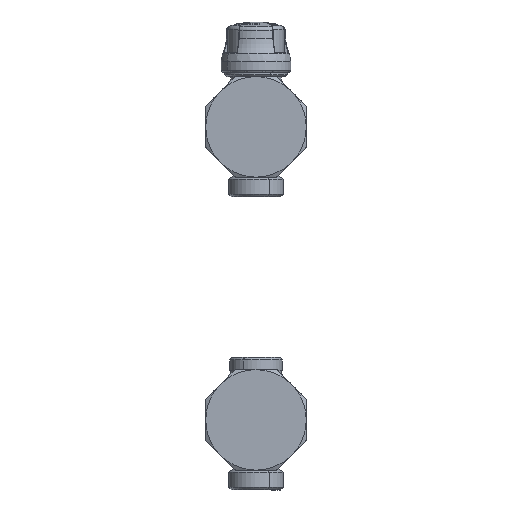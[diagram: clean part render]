
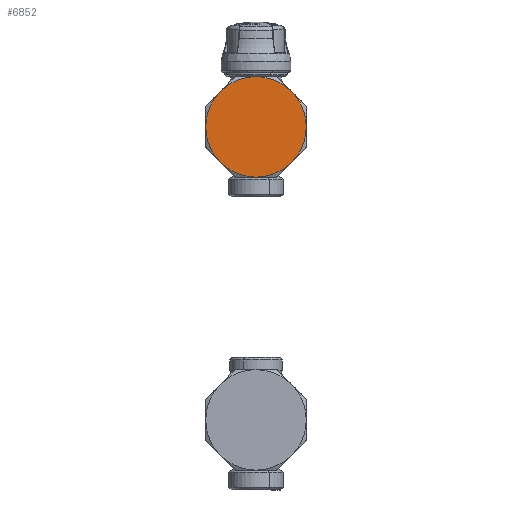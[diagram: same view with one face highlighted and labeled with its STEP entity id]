
A CAD part, front view. The second image highlights one B-rep face of the part: STEP entity #6852.
In plain terms, the highlighted planar face has unit normal (0, -1, 0).
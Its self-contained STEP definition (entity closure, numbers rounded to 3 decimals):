
#2401=CARTESIAN_POINT('Axis2P3D Location',(0.,-209.376,119.866)) ;
#2405=CARTESIAN_POINT('Vertex',(-24.,-209.376,119.866)) ;
#2407=CARTESIAN_POINT('Vertex',(-16.971,-209.376,102.896)) ;
#2474=CARTESIAN_POINT('Axis2P3D Location',(0.,-209.376,119.866)) ;
#2478=CARTESIAN_POINT('Vertex',(-11.506,-209.376,140.928)) ;
#2480=CARTESIAN_POINT('Vertex',(-16.971,-209.376,136.837)) ;
#2502=CARTESIAN_POINT('Axis2P3D Location',(0.,-209.376,119.866)) ;
#2528=CARTESIAN_POINT('Axis2P3D Location',(0.,-209.376,119.866)) ;
#2532=CARTESIAN_POINT('Vertex',(0.,-209.376,95.866)) ;
#2648=CARTESIAN_POINT('Vertex',(11.506,-209.376,98.804)) ;
#2651=CARTESIAN_POINT('Axis2P3D Location',(0.,-209.376,119.866)) ;
#2677=CARTESIAN_POINT('Axis2P3D Location',(0.,-209.376,119.866)) ;
#2681=CARTESIAN_POINT('Vertex',(16.971,-209.376,102.896)) ;
#2782=CARTESIAN_POINT('Axis2P3D Location',(0.,-209.376,119.866)) ;
#2786=CARTESIAN_POINT('Vertex',(24.,-209.376,119.866)) ;
#2810=CARTESIAN_POINT('Axis2P3D Location',(0.,-209.376,119.866)) ;
#2814=CARTESIAN_POINT('Vertex',(16.971,-209.376,136.837)) ;
#2924=CARTESIAN_POINT('Axis2P3D Location',(0.,-209.376,119.866)) ;
#2928=CARTESIAN_POINT('Vertex',(0.,-209.376,143.866)) ;
#2952=CARTESIAN_POINT('Axis2P3D Location',(0.,-209.376,119.866)) ;
#6835=CARTESIAN_POINT('Axis2P3D Location',(0.,-209.376,95.866)) ;
#2402=DIRECTION('Axis2P3D Direction',(-0.,1.,0.)) ;
#2475=DIRECTION('Axis2P3D Direction',(-0.,1.,0.)) ;
#2503=DIRECTION('Axis2P3D Direction',(-0.,1.,0.)) ;
#2529=DIRECTION('Axis2P3D Direction',(-0.,1.,0.)) ;
#2652=DIRECTION('Axis2P3D Direction',(-0.,1.,0.)) ;
#2678=DIRECTION('Axis2P3D Direction',(-0.,1.,0.)) ;
#2783=DIRECTION('Axis2P3D Direction',(-0.,1.,0.)) ;
#2811=DIRECTION('Axis2P3D Direction',(-0.,1.,0.)) ;
#2925=DIRECTION('Axis2P3D Direction',(-0.,1.,0.)) ;
#2953=DIRECTION('Axis2P3D Direction',(-0.,1.,0.)) ;
#6836=DIRECTION('Axis2P3D Direction',(0.,-1.,0.)) ;
#6837=DIRECTION('Axis2P3D XDirection',(1.,0.,0.)) ;
#2403=AXIS2_PLACEMENT_3D('Circle Axis2P3D',#2401,#2402,$) ;
#2476=AXIS2_PLACEMENT_3D('Circle Axis2P3D',#2474,#2475,$) ;
#2504=AXIS2_PLACEMENT_3D('Circle Axis2P3D',#2502,#2503,$) ;
#2530=AXIS2_PLACEMENT_3D('Circle Axis2P3D',#2528,#2529,$) ;
#2653=AXIS2_PLACEMENT_3D('Circle Axis2P3D',#2651,#2652,$) ;
#2679=AXIS2_PLACEMENT_3D('Circle Axis2P3D',#2677,#2678,$) ;
#2784=AXIS2_PLACEMENT_3D('Circle Axis2P3D',#2782,#2783,$) ;
#2812=AXIS2_PLACEMENT_3D('Circle Axis2P3D',#2810,#2811,$) ;
#2926=AXIS2_PLACEMENT_3D('Circle Axis2P3D',#2924,#2925,$) ;
#2954=AXIS2_PLACEMENT_3D('Circle Axis2P3D',#2952,#2953,$) ;
#6838=AXIS2_PLACEMENT_3D('Plane Axis2P3D',#6835,#6836,#6837) ;
#2404=CIRCLE('generated circle',#2403,24.) ;
#2477=CIRCLE('generated circle',#2476,24.) ;
#2505=CIRCLE('generated circle',#2504,24.) ;
#2531=CIRCLE('generated circle',#2530,24.) ;
#2654=CIRCLE('generated circle',#2653,24.) ;
#2680=CIRCLE('generated circle',#2679,24.) ;
#2785=CIRCLE('generated circle',#2784,24.) ;
#2813=CIRCLE('generated circle',#2812,24.) ;
#2927=CIRCLE('generated circle',#2926,24.) ;
#2955=CIRCLE('generated circle',#2954,24.) ;
#6839=PLANE('',#6838) ;
#2409=EDGE_CURVE('',#2406,#2408,#2404,.F.) ;
#2482=EDGE_CURVE('',#2479,#2481,#2477,.F.) ;
#2506=EDGE_CURVE('',#2481,#2406,#2505,.F.) ;
#2534=EDGE_CURVE('',#2408,#2533,#2531,.F.) ;
#2655=EDGE_CURVE('',#2533,#2649,#2654,.F.) ;
#2683=EDGE_CURVE('',#2649,#2682,#2680,.F.) ;
#2788=EDGE_CURVE('',#2682,#2787,#2785,.F.) ;
#2816=EDGE_CURVE('',#2787,#2815,#2813,.F.) ;
#2930=EDGE_CURVE('',#2815,#2929,#2927,.F.) ;
#2956=EDGE_CURVE('',#2929,#2479,#2955,.F.) ;
#6841=ORIENTED_EDGE('',*,*,#2956,.T.) ;
#6842=ORIENTED_EDGE('',*,*,#2482,.T.) ;
#6843=ORIENTED_EDGE('',*,*,#2506,.T.) ;
#6844=ORIENTED_EDGE('',*,*,#2409,.T.) ;
#6845=ORIENTED_EDGE('',*,*,#2534,.T.) ;
#6846=ORIENTED_EDGE('',*,*,#2655,.T.) ;
#6847=ORIENTED_EDGE('',*,*,#2683,.T.) ;
#6848=ORIENTED_EDGE('',*,*,#2788,.T.) ;
#6849=ORIENTED_EDGE('',*,*,#2816,.T.) ;
#6850=ORIENTED_EDGE('',*,*,#2930,.T.) ;
#6840=EDGE_LOOP('',(#6841,#6842,#6843,#6844,#6845,#6846,#6847,#6848,#6849,#6850)) ;
#2406=VERTEX_POINT('',#2405) ;
#2408=VERTEX_POINT('',#2407) ;
#2479=VERTEX_POINT('',#2478) ;
#2481=VERTEX_POINT('',#2480) ;
#2533=VERTEX_POINT('',#2532) ;
#2649=VERTEX_POINT('',#2648) ;
#2682=VERTEX_POINT('',#2681) ;
#2787=VERTEX_POINT('',#2786) ;
#2815=VERTEX_POINT('',#2814) ;
#2929=VERTEX_POINT('',#2928) ;
#6852=ADVANCED_FACE('PartBody',(#6851),#6839,.T.) ;
#6851=FACE_OUTER_BOUND('',#6840,.T.) ;
